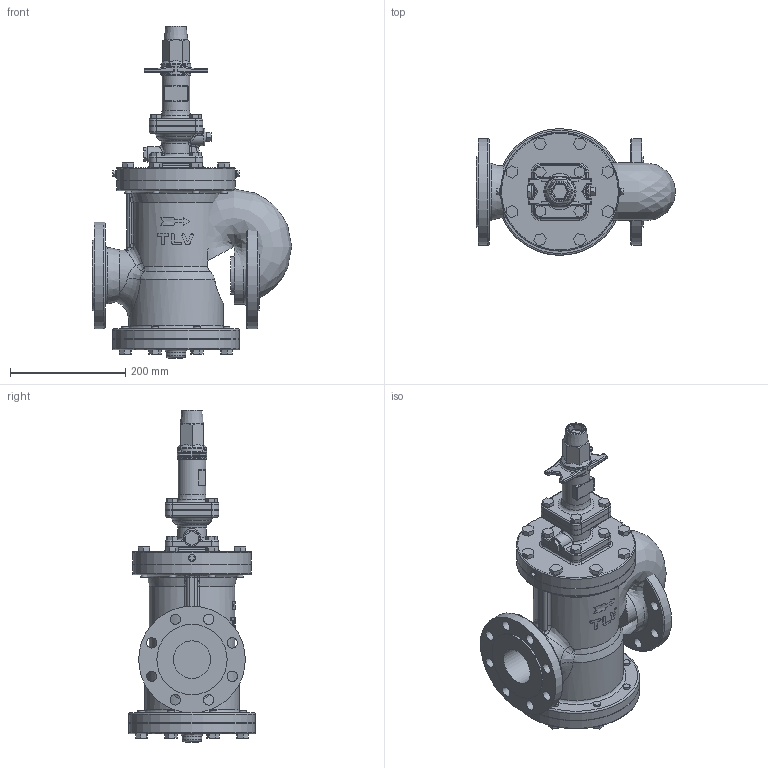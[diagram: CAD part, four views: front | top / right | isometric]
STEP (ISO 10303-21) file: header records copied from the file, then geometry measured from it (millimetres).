
FILE_DESCRIPTION((''),'2;1');
FILE_NAME('csr21-065-e0025-00.stp','2009-08-28T13:39:06',('nakaot'),(''),'Autodesk Inventor 2008','Autodesk Inventor 2008','');
FILE_SCHEMA(('AUTOMOTIVE_DESIGN { 1 0 10303 214 1 1 1 1 }'));
Length unit declared in the file: millimetre
Products named in the file (1): csr21-065-e0025-00
Bounding box: 345.82 x 220 x 576 mm (x, y, z)
Volume: 7111107.9 mm3; surface area: 695099.3 mm2
Topology: 1 solids, 1 shells, 750 faces, 1779 edges, 1071 vertices
Faces by surface type: plane 324, cylinder 218, bspline 143, torus 34, sphere 19, cone 12
Full cylindrical faces by diameter (mm): 10 x8, 12 x33, 17 x1, 18 x8, 21 x1, 27 x1, 30 x1, 34 x1, 48 x1, 52 x1, 58.297 x1, 59.474 x1, 65 x2, 100 x1, 122 x1, 124.078 x1, 146.683 x1, 164 x1, 185 x1, 206 x2, 220 x2
Entity records: 29699 total; most frequent: CARTESIAN_POINT 13350, DIRECTION 3278, ORIENTED_EDGE 3248, EDGE_CURVE 1624, AXIS2_PLACEMENT_3D 1216, VERTEX_POINT 1056, EDGE_LOOP 1002, VECTOR 846
